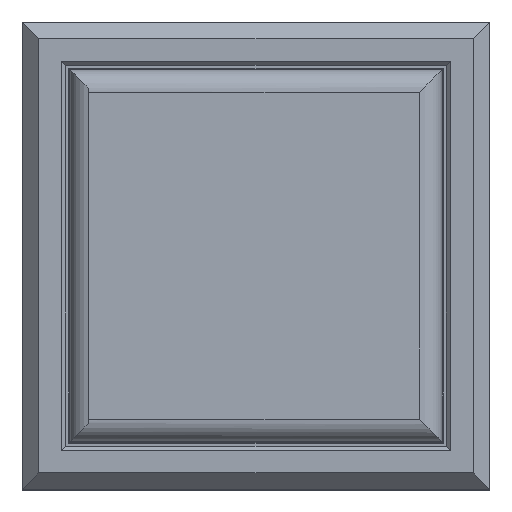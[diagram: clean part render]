
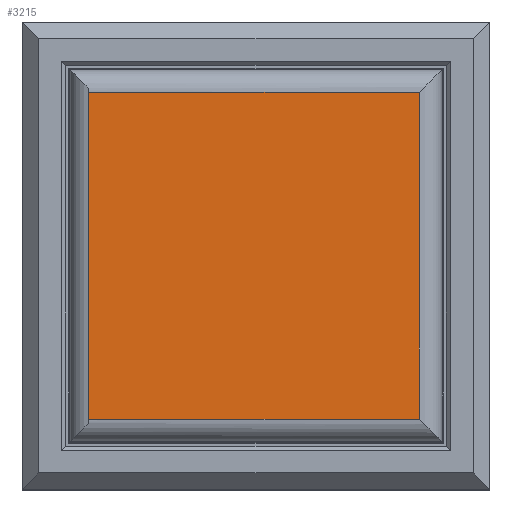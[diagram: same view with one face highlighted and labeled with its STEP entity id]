
A CAD part, top view. The second image highlights one B-rep face of the part: STEP entity #3215.
In plain terms, the highlighted planar face has unit normal (0, 0, 1).
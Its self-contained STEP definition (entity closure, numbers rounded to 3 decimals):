
#275=PLANE('',#3566);
#463=FACE_OUTER_BOUND('',#675,.T.);
#675=EDGE_LOOP('',(#2923,#2924,#2925,#2926));
#913=LINE('',#6243,#1151);
#914=LINE('',#6250,#1152);
#918=LINE('',#6260,#1156);
#919=LINE('',#6261,#1157);
#1151=VECTOR('',#4420,10.);
#1152=VECTOR('',#4429,10.);
#1156=VECTOR('',#4441,10.);
#1157=VECTOR('',#4442,10.);
#1580=VERTEX_POINT('',#6241);
#1581=VERTEX_POINT('',#6242);
#1583=VERTEX_POINT('',#6249);
#1585=VERTEX_POINT('',#6259);
#2031=EDGE_CURVE('',#1580,#1581,#913,.T.);
#2035=EDGE_CURVE('',#1581,#1583,#914,.T.);
#2040=EDGE_CURVE('',#1583,#1585,#918,.T.);
#2041=EDGE_CURVE('',#1580,#1585,#919,.T.);
#2923=ORIENTED_EDGE('',*,*,#2040,.T.);
#2924=ORIENTED_EDGE('',*,*,#2041,.F.);
#2925=ORIENTED_EDGE('',*,*,#2031,.T.);
#2926=ORIENTED_EDGE('',*,*,#2035,.T.);
#3215=ADVANCED_FACE('',(#463),#275,.T.);
#3566=AXIS2_PLACEMENT_3D('',#6258,#4439,#4440);
#4420=DIRECTION('',(1.,0.,0.));
#4429=DIRECTION('',(0.,1.,0.));
#4439=DIRECTION('center_axis',(0.,0.,
1.));
#4440=DIRECTION('ref_axis',(-1.,0.,0.));
#4441=DIRECTION('',(-1.,0.,0.));
#4442=DIRECTION('',(0.,1.,0.));
#6241=CARTESIAN_POINT('',(-8.95,-8.733,10.5));
#6242=CARTESIAN_POINT('',(8.733,-8.733,10.5));
#6243=CARTESIAN_POINT('',(-8.95,-8.733,10.5));
#6249=CARTESIAN_POINT('',(8.733,8.733,10.5));
#6250=CARTESIAN_POINT('',(8.733,-8.95,10.5));
#6258=CARTESIAN_POINT('Origin',(8.733,-8.95,10.5));
#6259=CARTESIAN_POINT('',(-8.95,8.733,10.5));
#6260=CARTESIAN_POINT('',(8.95,8.733,10.5));
#6261=CARTESIAN_POINT('',(-8.95,-8.733,10.5));
